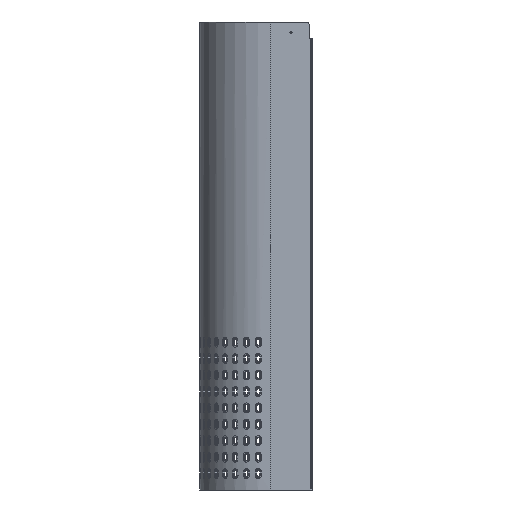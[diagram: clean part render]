
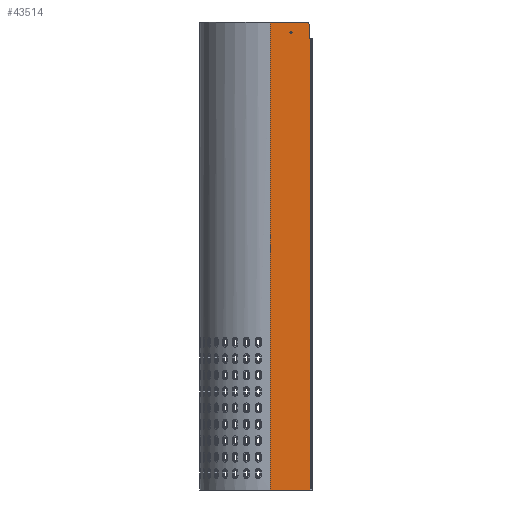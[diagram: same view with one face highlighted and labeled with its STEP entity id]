
A CAD part, left-side view. The second image highlights one B-rep face of the part: STEP entity #43514.
In plain terms, the highlighted planar face has unit normal (-1, 0, 0).
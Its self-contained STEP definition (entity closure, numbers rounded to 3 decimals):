
#484=FACE_BOUND('',#7134,.T.);
#514=CIRCLE('',#44348,1.25);
#519=CIRCLE('',#44357,5.);
#1344=PLANE('',#44381);
#4001=FACE_OUTER_BOUND('',#7133,.T.);
#7133=EDGE_LOOP('',(#38926,#38927,#38928,#38929,#38930,#38931,#38932));
#7134=EDGE_LOOP('',(#38933));
#7174=LINE('',#49575,#10324);
#10272=LINE('',#146371,#13422);
#10285=LINE('',#146410,#13435);
#10290=LINE('',#146423,#13440);
#10291=LINE('',#146426,#13441);
#10292=LINE('',#146427,#13442);
#10324=VECTOR('',#44426,570.);
#13422=VECTOR('',#49158,15.);
#13435=VECTOR('',#49203,0.607);
#13440=VECTOR('',#49216,550.);
#13441=VECTOR('',#49221,43.393);
#13442=VECTOR('',#49222,49.);
#16537=VERTEX_POINT('',#49573);
#16538=VERTEX_POINT('',#49574);
#20240=VERTEX_POINT('',#146325);
#20252=VERTEX_POINT('',#146355);
#20253=VERTEX_POINT('',#146357);
#20257=VERTEX_POINT('',#146370);
#20263=VERTEX_POINT('',#146393);
#20271=VERTEX_POINT('',#146422);
#20295=EDGE_CURVE('',#16537,#16538,#7174,.T.);
#26450=EDGE_CURVE('',#20240,#20240,#514,.T.);
#26465=EDGE_CURVE('',#20252,#20253,#519,.T.);
#26472=EDGE_CURVE('',#20257,#20253,#10272,.T.);
#26493=EDGE_CURVE('',#20263,#20257,#10285,.T.);
#26499=EDGE_CURVE('',#20263,#20271,#10290,.T.);
#26501=EDGE_CURVE('',#16537,#20252,#10291,.T.);
#26502=EDGE_CURVE('',#16538,#20271,#10292,.T.);
#38926=ORIENTED_EDGE('',*,*,#26465,.F.);
#38927=ORIENTED_EDGE('',*,*,#26501,.F.);
#38928=ORIENTED_EDGE('',*,*,#20295,.T.);
#38929=ORIENTED_EDGE('',*,*,#26502,.T.);
#38930=ORIENTED_EDGE('',*,*,#26499,.F.);
#38931=ORIENTED_EDGE('',*,*,#26493,.T.);
#38932=ORIENTED_EDGE('',*,*,#26472,.T.);
#38933=ORIENTED_EDGE('',*,*,#26450,.T.);
#43514=ADVANCED_FACE('',(#4001,#484),#1344,.T.);
#44348=AXIS2_PLACEMENT_3D('',#146326,#49118,#49119);
#44357=AXIS2_PLACEMENT_3D('',#146358,#49146,#49147);
#44381=AXIS2_PLACEMENT_3D('',#146425,#49219,#49220);
#44426=DIRECTION('',(0.,0.,-1.));
#49118=DIRECTION('center_axis',(1.,0.,0.));
#49119=DIRECTION('ref_axis',(0.,1.,0.));
#49146=DIRECTION('center_axis',(1.,0.,0.));
#49147=DIRECTION('ref_axis',(0.,-0.707,0.707));
#49158=DIRECTION('',(0.,0.,1.));
#49203=DIRECTION('',(0.,1.,0.));
#49216=DIRECTION('',(0.,0.,-1.));
#49219=DIRECTION('center_axis',(-1.,0.,0.));
#49220=DIRECTION('ref_axis',(0.,1.,0.));
#49221=DIRECTION('',(0.,-1.,0.));
#49222=DIRECTION('',(0.,-1.,0.));
#49573=CARTESIAN_POINT('',(-86.,50.,570.));
#49574=CARTESIAN_POINT('',(-86.,50.,0.));
#49575=CARTESIAN_POINT('',(-86.,50.,285.));
#146325=CARTESIAN_POINT('',(-86.,23.357,557.5));
#146326=CARTESIAN_POINT('Origin',(-86.,24.607,557.5));
#146355=CARTESIAN_POINT('',(-86.,6.607,570.));
#146357=CARTESIAN_POINT('',(-86.,1.607,565.));
#146358=CARTESIAN_POINT('Origin',(-86.,6.607,565.));
#146370=CARTESIAN_POINT('',(-86.,1.607,550.));
#146371=CARTESIAN_POINT('',(-86.,1.607,275.));
#146393=CARTESIAN_POINT('',(-86.,1.,550.));
#146410=CARTESIAN_POINT('',(-86.,-47.393,550.));
#146422=CARTESIAN_POINT('',(-86.,1.,0.));
#146423=CARTESIAN_POINT('',(-86.,1.,285.));
#146425=CARTESIAN_POINT('Origin',(-86.,-47.393,0.));
#146426=CARTESIAN_POINT('',(-86.,402.428,570.));
#146427=CARTESIAN_POINT('',(-86.,402.428,0.));
